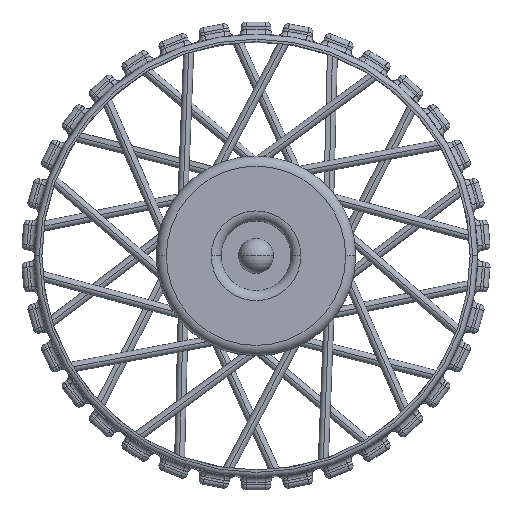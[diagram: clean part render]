
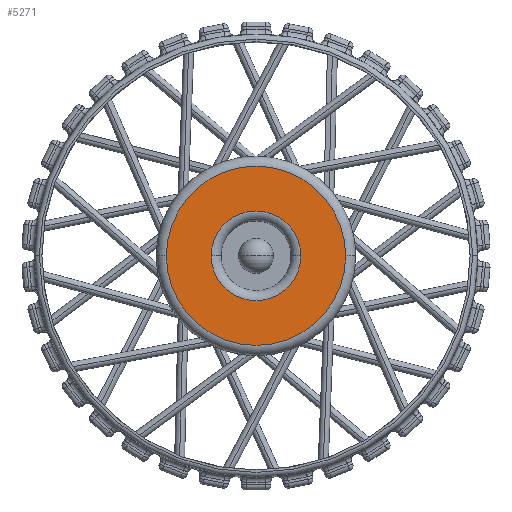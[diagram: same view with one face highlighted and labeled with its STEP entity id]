
A CAD part, top view. The second image highlights one B-rep face of the part: STEP entity #5271.
In plain terms, the highlighted planar face has unit normal (0, 0, 1).
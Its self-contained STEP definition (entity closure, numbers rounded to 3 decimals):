
#236 = ORIENTED_EDGE ( 'NONE', *, *, #2965, .T. ) ;
#353 = EDGE_CURVE ( 'NONE', #7160, #13472, #7698, .T. ) ;
#2449 = PLANE ( 'NONE',  #23005 ) ;
#2965 = EDGE_CURVE ( 'NONE', #22538, #18039, #6943, .T. ) ;
#2968 = CARTESIAN_POINT ( 'NONE',  ( -18., 0., 45. ) ) ;
#3913 = AXIS2_PLACEMENT_3D ( 'NONE', #30077, #5057, #10510 ) ;
#5057 = DIRECTION ( 'NONE',  ( 0., 0., 1. ) ) ;
#5271 = ADVANCED_FACE ( 'NONE', ( #35445, #11141 ), #2449, .T. ) ;
#5699 = DIRECTION ( 'NONE',  ( 0., 0., 1. ) ) ;
#6540 = AXIS2_PLACEMENT_3D ( 'NONE', #24419, #35497, #22061 ) ;
#6943 = CIRCLE ( 'NONE', #27778, 18. ) ;
#7160 = VERTEX_POINT ( 'NONE', #10656 ) ;
#7698 = CIRCLE ( 'NONE', #6540, 9. ) ;
#10510 = DIRECTION ( 'NONE',  ( 1., 0., 0. ) ) ;
#10656 = CARTESIAN_POINT ( 'NONE',  ( 9., 0., 45. ) ) ;
#10913 = DIRECTION ( 'NONE',  ( 1., 0., 0. ) ) ;
#11141 = FACE_OUTER_BOUND ( 'NONE', #17782, .T. ) ;
#11700 = CARTESIAN_POINT ( 'NONE',  ( 0., 0., 45. ) ) ;
#12255 = DIRECTION ( 'NONE',  ( 0., 0., 1. ) ) ;
#13472 = VERTEX_POINT ( 'NONE', #25724 ) ;
#16749 = DIRECTION ( 'NONE',  ( 1., 0., 0. ) ) ;
#16891 = AXIS2_PLACEMENT_3D ( 'NONE', #11700, #22744, #10913 ) ;
#17782 = EDGE_LOOP ( 'NONE', ( #236, #25254 ) ) ;
#18039 = VERTEX_POINT ( 'NONE', #2968 ) ;
#19528 = CIRCLE ( 'NONE', #3913, 18. ) ;
#22061 = DIRECTION ( 'NONE',  ( 1., 0., 0. ) ) ;
#22538 = VERTEX_POINT ( 'NONE', #24157 ) ;
#22744 = DIRECTION ( 'NONE',  ( 0., 0., -1. ) ) ;
#23005 = AXIS2_PLACEMENT_3D ( 'NONE', #33238, #5699, #16749 ) ;
#23107 = CARTESIAN_POINT ( 'NONE',  ( 0., 0., 45. ) ) ;
#23173 = EDGE_LOOP ( 'NONE', ( #34806, #35210 ) ) ;
#24157 = CARTESIAN_POINT ( 'NONE',  ( 18., 0., 45. ) ) ;
#24419 = CARTESIAN_POINT ( 'NONE',  ( 0., 0., 45. ) ) ;
#25254 = ORIENTED_EDGE ( 'NONE', *, *, #32352, .T. ) ;
#25724 = CARTESIAN_POINT ( 'NONE',  ( -9., 0., 45. ) ) ;
#27778 = AXIS2_PLACEMENT_3D ( 'NONE', #23107, #12255, #31279 ) ;
#29028 = CIRCLE ( 'NONE', #16891, 9. ) ;
#29265 = EDGE_CURVE ( 'NONE', #13472, #7160, #29028, .T. ) ;
#30077 = CARTESIAN_POINT ( 'NONE',  ( 0., 0., 45. ) ) ;
#31279 = DIRECTION ( 'NONE',  ( 1., 0., 0. ) ) ;
#32352 = EDGE_CURVE ( 'NONE', #18039, #22538, #19528, .T. ) ;
#33238 = CARTESIAN_POINT ( 'NONE',  ( 0., 0., 45. ) ) ;
#34806 = ORIENTED_EDGE ( 'NONE', *, *, #353, .T. ) ;
#35210 = ORIENTED_EDGE ( 'NONE', *, *, #29265, .T. ) ;
#35445 = FACE_BOUND ( 'NONE', #23173, .T. ) ;
#35497 = DIRECTION ( 'NONE',  ( 0., 0., -1. ) ) ;
